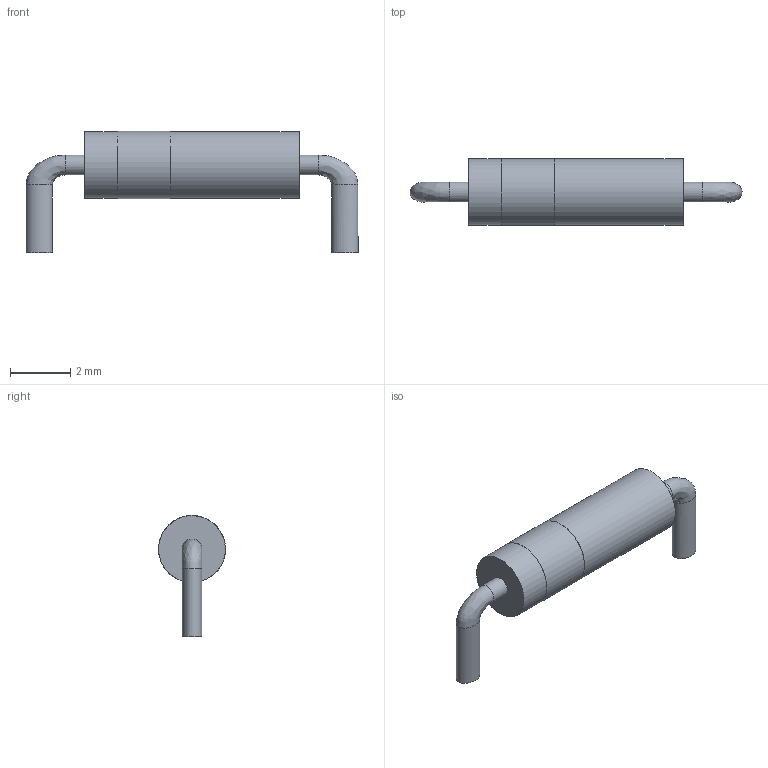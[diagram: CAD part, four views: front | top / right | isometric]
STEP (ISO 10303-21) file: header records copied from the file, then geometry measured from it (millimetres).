
FILE_DESCRIPTION(('FreeCAD Model'),'2;1');
FILE_NAME('1N4148.step', '2020-12-24T22:33:35',(''),(''),'Open CASCADE STEP processor 7.4', 'FreeCAD','Unknown');
FILE_SCHEMA(('AUTOMOTIVE_DESIGN { 1 0 10303 214 1 1 1 1 }'));
Length unit declared in the file: millimetre
Products named in the file (1): "D1"_D_5W_P12.70mm_Horizontal_00000000-0000-0000-0000-00005b247b011
Bounding box: 11.04 x 2.23 x 4.03 mm (x, y, z)
Volume: 31.3 mm3; surface area: 77 mm2
Topology: 1 solids, 1 shells, 15 faces, 23 edges, 14 vertices
Faces by surface type: bspline 15
Entity records: 583 total; most frequent: CARTESIAN_POINT 297, ORIENTED_EDGE 46, EDGE_CURVE 23, FACE_BOUND 19, EDGE_LOOP 19, PRESENTATION_STYLE_ASSIGNMENT 16, SURFACE_STYLE_USAGE 16, SURFACE_SIDE_STYLE 16
